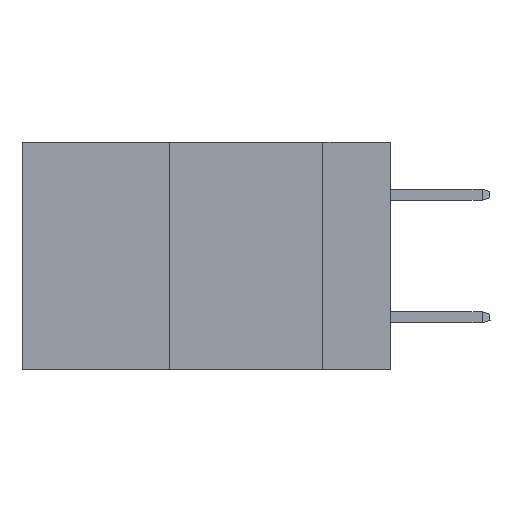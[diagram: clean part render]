
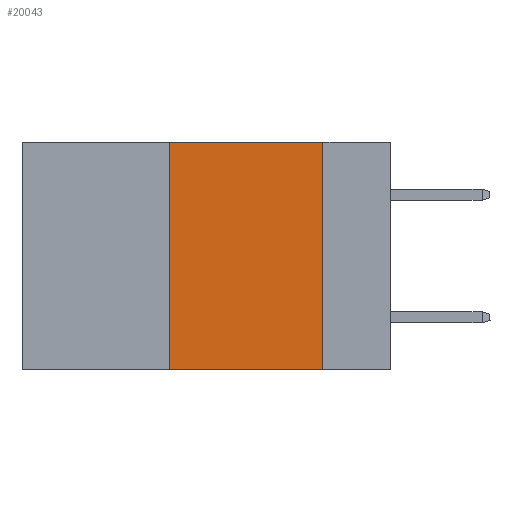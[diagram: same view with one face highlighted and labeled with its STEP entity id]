
A CAD part, left-side view. The second image highlights one B-rep face of the part: STEP entity #20043.
In plain terms, the highlighted planar face has unit normal (-1, 0, 0).
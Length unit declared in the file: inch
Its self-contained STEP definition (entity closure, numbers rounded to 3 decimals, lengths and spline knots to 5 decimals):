
#958 = VERTEX_POINT ( 'NONE', #9511 ) ;
#1121 = VERTEX_POINT ( 'NONE', #10835 ) ;
#2717 = ORIENTED_EDGE ( 'NONE', *, *, #35575, .T. ) ;
#7979 = CARTESIAN_POINT ( 'NONE',  ( 0., 0.6, -0.37 ) ) ;
#8989 = CARTESIAN_POINT ( 'NONE',  ( 0., 0.6, 0. ) ) ;
#9511 = CARTESIAN_POINT ( 'NONE',  ( 0., 0.36, 0. ) ) ;
#10022 = EDGE_CURVE ( 'NONE', #40243, #958, #32938, .T. ) ;
#10804 = CARTESIAN_POINT ( 'NONE',  ( 0., 0.11, 0. ) ) ;
#10815 = LINE ( 'NONE', #28008, #14178 ) ;
#10835 = CARTESIAN_POINT ( 'NONE',  ( 0., 0.11, -0.37 ) ) ;
#10954 = EDGE_LOOP ( 'NONE', ( #29168, #43168, #28940, #2717 ) ) ;
#11057 = LINE ( 'NONE', #12126, #37515 ) ;
#11143 = DIRECTION ( 'NONE',  ( 0., -1., 0. ) ) ;
#11758 = AXIS2_PLACEMENT_3D ( 'NONE', #8989, #15982, #26177 ) ;
#12126 = CARTESIAN_POINT ( 'NONE',  ( 0., 0.11, 0. ) ) ;
#14178 = VECTOR ( 'NONE', #25061, 39.37008 ) ;
#15733 = CARTESIAN_POINT ( 'NONE',  ( 0., 0.36, 0. ) ) ;
#15982 = DIRECTION ( 'NONE',  ( 1., 0., 0. ) ) ;
#16906 = VECTOR ( 'NONE', #36550, 39.37008 ) ;
#20043 = ADVANCED_FACE ( 'NONE', ( #36138 ), #32968, .F. ) ;
#25061 = DIRECTION ( 'NONE',  ( 0., -1., 0. ) ) ;
#26177 = DIRECTION ( 'NONE',  ( 0., 0., -1. ) ) ;
#27914 = EDGE_CURVE ( 'NONE', #958, #39841, #10815, .T. ) ;
#28008 = CARTESIAN_POINT ( 'NONE',  ( 0., 0.6, 0. ) ) ;
#28940 = ORIENTED_EDGE ( 'NONE', *, *, #10022, .F. ) ;
#29168 = ORIENTED_EDGE ( 'NONE', *, *, #31047, .F. ) ;
#31047 = EDGE_CURVE ( 'NONE', #39841, #1121, #11057, .T. ) ;
#32902 = CARTESIAN_POINT ( 'NONE',  ( 0., 0.36, -0.37 ) ) ;
#32938 = LINE ( 'NONE', #15733, #16906 ) ;
#32968 = PLANE ( 'NONE',  #11758 ) ;
#35575 = EDGE_CURVE ( 'NONE', #40243, #1121, #42129, .T. ) ;
#36138 = FACE_OUTER_BOUND ( 'NONE', #10954, .T. ) ;
#36550 = DIRECTION ( 'NONE',  ( 0., 0., 1. ) ) ;
#37515 = VECTOR ( 'NONE', #43566, 39.37008 ) ;
#39841 = VERTEX_POINT ( 'NONE', #10804 ) ;
#40243 = VERTEX_POINT ( 'NONE', #32902 ) ;
#40571 = VECTOR ( 'NONE', #11143, 39.37008 ) ;
#42129 = LINE ( 'NONE', #7979, #40571 ) ;
#43168 = ORIENTED_EDGE ( 'NONE', *, *, #27914, .F. ) ;
#43566 = DIRECTION ( 'NONE',  ( 0., 0., -1. ) ) ;
